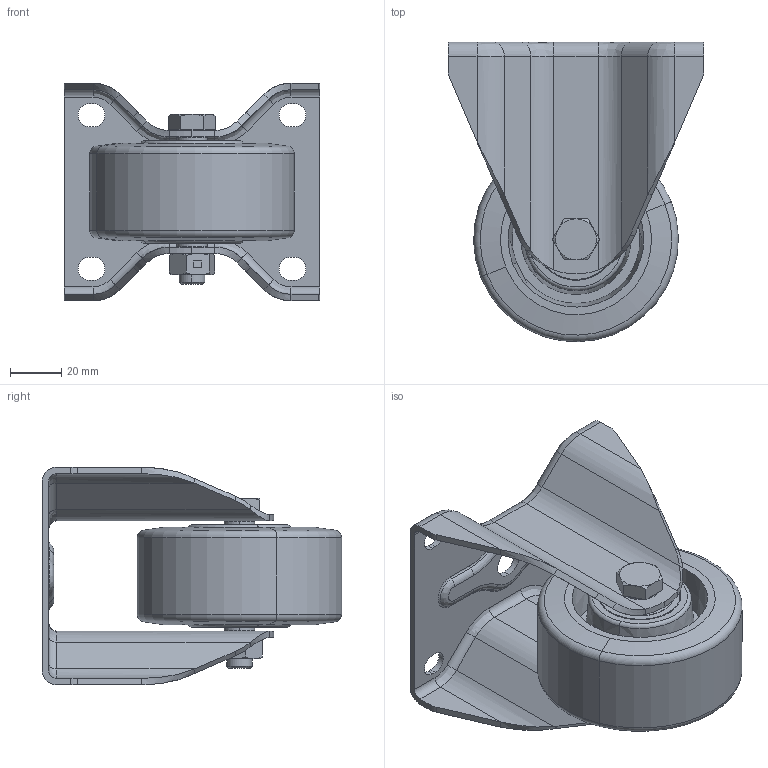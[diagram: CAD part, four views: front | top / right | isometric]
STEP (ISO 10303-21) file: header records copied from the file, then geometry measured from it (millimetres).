
FILE_DESCRIPTION (( 'STEP AP214' ), '1' );
FILE_NAME ('0047341.step', '2022-09-07T11:26:47', ( '' ), ( '' ), 'SwSTEP 2.0', 'SolidWorks 2020', '' );
FILE_SCHEMA (( 'AUTOMOTIVE_DESIGN' ));
Length unit declared in the file: millimetre
Products named in the file (1): 0047341
Bounding box: 100 x 116.99 x 85 mm (x, y, z)
Volume: 207973.4 mm3; surface area: 103523.8 mm2
Topology: 16 solids, 16 shells, 394 faces, 876 edges, 520 vertices
Faces by surface type: cylinder 138, plane 106, bspline 60, torus 54, cone 36
Entity records: 18895 total; most frequent: CARTESIAN_POINT 5963, ORIENTED_EDGE 1752, DIRECTION 1728, EDGE_CURVE 876, AXIS2_PLACEMENT_3D 705, VERTEX_POINT 520, EDGE_LOOP 442, UNCERTAINTY_MEASURE_WITH_UNIT 412
